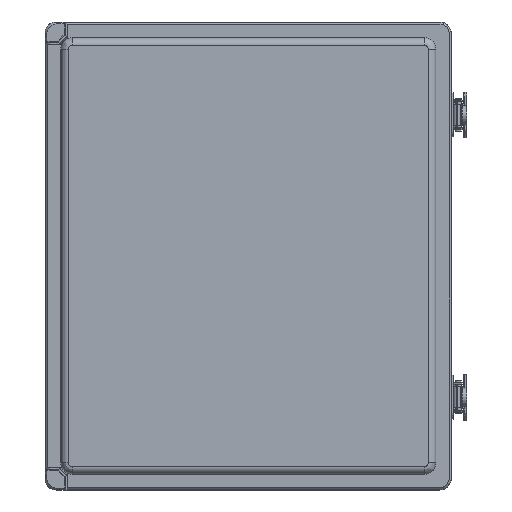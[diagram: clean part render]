
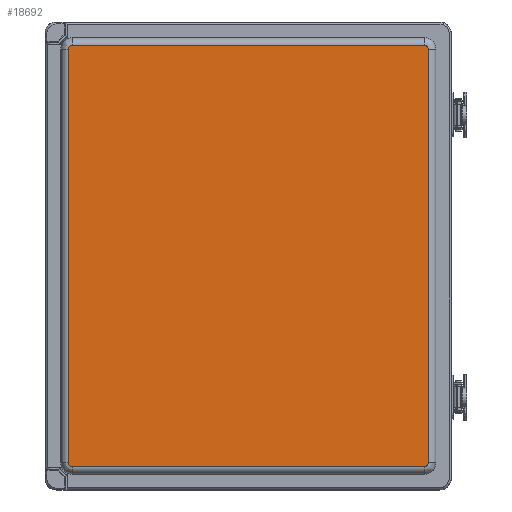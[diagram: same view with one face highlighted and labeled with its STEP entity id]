
A CAD part, top view. The second image highlights one B-rep face of the part: STEP entity #18692.
In plain terms, the highlighted planar face has unit normal (0, 0, 1).
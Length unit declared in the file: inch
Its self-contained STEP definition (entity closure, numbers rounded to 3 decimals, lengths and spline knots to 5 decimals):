
#1235=PLANE($,#20876);
#2392=LINE($,#39050,#3712);
#2394=LINE($,#39085,#3714);
#2396=LINE($,#39089,#3716);
#2397=LINE($,#39120,#3717);
#3712=VECTOR($,#26200,11.45704);
#3714=VECTOR($,#26220,13.45704);
#3716=VECTOR($,#26224,13.45704);
#3717=VECTOR($,#26241,11.45704);
#5288=FACE_OUTER_BOUND($,#6599,.T.);
#6599=EDGE_LOOP($,(#16581,#16582,#16583,#16584,#16585,#16586,#16587,#16588));
#7723=CIRCLE($,#20860,0.12012);
#7725=CIRCLE($,#20862,0.12012);
#7731=CIRCLE($,#20870,0.12012);
#7733=CIRCLE($,#20872,0.12012);
#9333=VERTEX_POINT($,#39047);
#9334=VERTEX_POINT($,#39049);
#9337=VERTEX_POINT($,#39064);
#9338=VERTEX_POINT($,#39077);
#9340=VERTEX_POINT($,#39083);
#9341=VERTEX_POINT($,#39088);
#9343=VERTEX_POINT($,#39101);
#9344=VERTEX_POINT($,#39114);
#11809=EDGE_CURVE($,#9333,#9334,#2392,.T.);
#11813=EDGE_CURVE($,#9337,#9333,#7723,.T.);
#11815=EDGE_CURVE($,#9334,#9338,#7725,.T.);
#11819=EDGE_CURVE($,#9340,#9337,#2394,.T.);
#11821=EDGE_CURVE($,#9338,#9341,#2396,.T.);
#11824=EDGE_CURVE($,#9343,#9340,#7731,.T.);
#11826=EDGE_CURVE($,#9341,#9344,#7733,.T.);
#11829=EDGE_CURVE($,#9344,#9343,#2397,.T.);
#16581=ORIENTED_EDGE($,*,*,#11809,.F.);
#16582=ORIENTED_EDGE($,*,*,#11813,.F.);
#16583=ORIENTED_EDGE($,*,*,#11819,.F.);
#16584=ORIENTED_EDGE($,*,*,#11824,.F.);
#16585=ORIENTED_EDGE($,*,*,#11829,.F.);
#16586=ORIENTED_EDGE($,*,*,#11826,.F.);
#16587=ORIENTED_EDGE($,*,*,#11821,.F.);
#16588=ORIENTED_EDGE($,*,*,#11815,.F.);
#18692=ADVANCED_FACE($,(#5288),#1235,.T.);
#20860=AXIS2_PLACEMENT_3D($,#39066,#26206,#26207);
#20862=AXIS2_PLACEMENT_3D($,#39078,#26210,#26211);
#20870=AXIS2_PLACEMENT_3D($,#39103,#26229,#26230);
#20872=AXIS2_PLACEMENT_3D($,#39115,#26233,#26234);
#20876=AXIS2_PLACEMENT_3D($,#39122,#26243,#26244);
#26200=DIRECTION($,(-1.,0.,0.));
#26206=DIRECTION('center_axis',(0.,0.,-1.));
#26207=DIRECTION('ref_axis',(0.707,-0.707,0.));
#26210=DIRECTION('center_axis',(0.,0.,-1.));
#26211=DIRECTION('ref_axis',(-0.707,-0.707,0.));
#26220=DIRECTION($,(0.,-1.,0.));
#26224=DIRECTION($,(0.,1.,0.));
#26229=DIRECTION('center_axis',(0.,0.,-1.));
#26230=DIRECTION('ref_axis',(0.707,0.707,0.));
#26233=DIRECTION('center_axis',(0.,0.,-1.));
#26234=DIRECTION('ref_axis',(-0.707,0.707,0.));
#26241=DIRECTION($,(1.,0.,0.));
#26243=DIRECTION('center_axis',(0.,0.,1.));
#26244=DIRECTION('ref_axis',(1.,0.,0.));
#39047=CARTESIAN_POINT('',(5.72852,-6.84863,1.));
#39049=CARTESIAN_POINT('',(-5.72852,-6.84863,1.));
#39050=CARTESIAN_POINT($,(5.72852,-6.84863,1.));
#39064=CARTESIAN_POINT('',(5.84863,-6.72852,1.));
#39066=CARTESIAN_POINT('Origin',(5.72852,-6.72852,1.));
#39077=CARTESIAN_POINT('',(-5.84863,-6.72852,1.));
#39078=CARTESIAN_POINT('Origin',(-5.72852,-6.72852,1.));
#39083=CARTESIAN_POINT('',(5.84863,6.72852,1.));
#39085=CARTESIAN_POINT($,(5.84863,6.72852,1.));
#39088=CARTESIAN_POINT('',(-5.84863,6.72852,1.));
#39089=CARTESIAN_POINT($,(-5.84863,-6.72852,1.));
#39101=CARTESIAN_POINT('',(5.72852,6.84863,1.));
#39103=CARTESIAN_POINT('Origin',(5.72852,6.72852,1.));
#39114=CARTESIAN_POINT('',(-5.72852,6.84863,1.));
#39115=CARTESIAN_POINT('Origin',(-5.72852,6.72852,1.));
#39120=CARTESIAN_POINT($,(-5.72852,6.84863,1.));
#39122=CARTESIAN_POINT('Origin',(0.,0.,1.));
